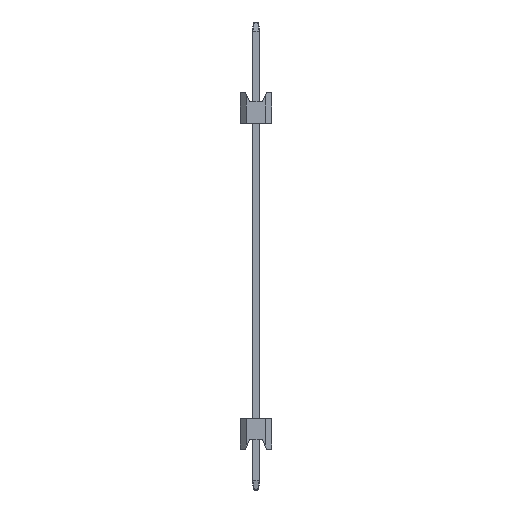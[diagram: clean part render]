
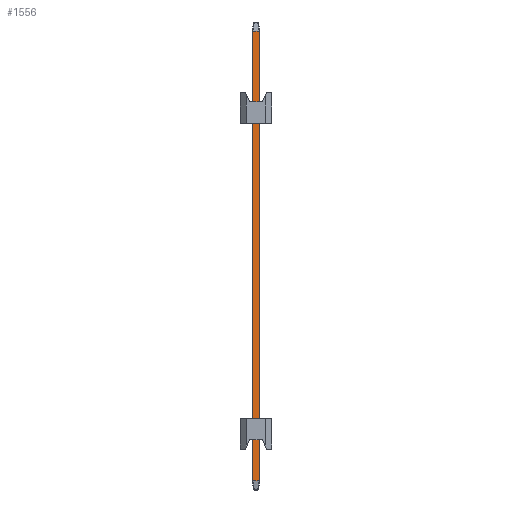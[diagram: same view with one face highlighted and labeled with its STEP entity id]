
A CAD part, left-side view. The second image highlights one B-rep face of the part: STEP entity #1556.
In plain terms, the highlighted planar face has unit normal (-1, 0, 0).
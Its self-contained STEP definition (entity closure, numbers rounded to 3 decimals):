
#486=FACE_OUTER_BOUND('',#550,.T.);
#550=EDGE_LOOP('',(#1295,#1296,#1297,#1298,#1299,#1300,#1301,#1302));
#601=LINE('',#2373,#757);
#610=LINE('',#2391,#766);
#640=LINE('',#2446,#796);
#653=LINE('',#2473,#809);
#656=LINE('',#2479,#812);
#659=LINE('',#2485,#815);
#675=LINE('',#2512,#831);
#676=LINE('',#2514,#832);
#757=VECTOR('',#1857,10.);
#766=VECTOR('',#1870,10.);
#796=VECTOR('',#1920,10.);
#809=VECTOR('',#1941,10.);
#812=VECTOR('',#1946,10.);
#815=VECTOR('',#1951,10.);
#831=VECTOR('',#1985,10.);
#832=VECTOR('',#1988,10.);
#911=VERTEX_POINT('',#2371);
#912=VERTEX_POINT('',#2372);
#919=VERTEX_POINT('',#2389);
#933=VERTEX_POINT('',#2441);
#941=VERTEX_POINT('',#2465);
#944=VERTEX_POINT('',#2471);
#946=VERTEX_POINT('',#2477);
#948=VERTEX_POINT('',#2483);
#1009=EDGE_CURVE('',#911,#912,#601,.T.);
#1018=EDGE_CURVE('',#919,#911,#610,.T.);
#1048=EDGE_CURVE('',#912,#933,#640,.T.);
#1061=EDGE_CURVE('',#944,#941,#653,.T.);
#1064=EDGE_CURVE('',#946,#944,#656,.T.);
#1067=EDGE_CURVE('',#948,#946,#659,.T.);
#1083=EDGE_CURVE('',#941,#919,#675,.T.);
#1084=EDGE_CURVE('',#933,#948,#676,.T.);
#1295=ORIENTED_EDGE('',*,*,#1048,.F.);
#1296=ORIENTED_EDGE('',*,*,#1009,.F.);
#1297=ORIENTED_EDGE('',*,*,#1018,.F.);
#1298=ORIENTED_EDGE('',*,*,#1083,.F.);
#1299=ORIENTED_EDGE('',*,*,#1061,.F.);
#1300=ORIENTED_EDGE('',*,*,#1064,.F.);
#1301=ORIENTED_EDGE('',*,*,#1067,.F.);
#1302=ORIENTED_EDGE('',*,*,#1084,.F.);
#1492=PLANE('',#1683);
#1556=ADVANCED_FACE('',(#486),#1492,.T.);
#1683=AXIS2_PLACEMENT_3D('',#2513,#1986,#1987);
#1857=DIRECTION('',(0.,0.,-1.));
#1870=DIRECTION('',(0.,-0.371,-0.928));
#1920=DIRECTION('',(0.,0.371,-0.928));
#1941=DIRECTION('',(0.,-0.371,0.928));
#1946=DIRECTION('',(0.,0.,1.));
#1951=DIRECTION('',(0.,0.371,0.928));
#1985=DIRECTION('',(0.,-1.,0.));
#1986=DIRECTION('center_axis',(-1.,0.,0.));
#1987=DIRECTION('ref_axis',(0.,-1.,0.));
#1988=DIRECTION('',(0.,1.,0.));
#2371=CARTESIAN_POINT('',(-0.32,-0.27,33.748));
#2372=CARTESIAN_POINT('',(-0.32,-0.27,-2.548));
#2373=CARTESIAN_POINT('',(-0.32,-0.27,0.));
#2389=CARTESIAN_POINT('',(-0.32,-0.269,33.75));
#2391=CARTESIAN_POINT('',(-0.32,-5.973,19.491));
#2441=CARTESIAN_POINT('',(-0.32,-0.269,-2.55));
#2446=CARTESIAN_POINT('',(-0.32,-0.593,-1.739));
#2465=CARTESIAN_POINT('',(-0.32,0.269,33.75));
#2471=CARTESIAN_POINT('',(-0.32,0.27,33.748));
#2473=CARTESIAN_POINT('',(-0.32,6.017,19.381));
#2477=CARTESIAN_POINT('',(-0.32,0.27,-2.548));
#2479=CARTESIAN_POINT('',(-0.32,0.27,0.));
#2483=CARTESIAN_POINT('',(-0.32,0.269,-2.55));
#2485=CARTESIAN_POINT('',(-0.32,0.637,-1.629));
#2512=CARTESIAN_POINT('',(-0.32,0.16,33.75));
#2513=CARTESIAN_POINT('Origin',(-0.32,0.32,0.));
#2514=CARTESIAN_POINT('',(-0.32,0.16,-2.55));
